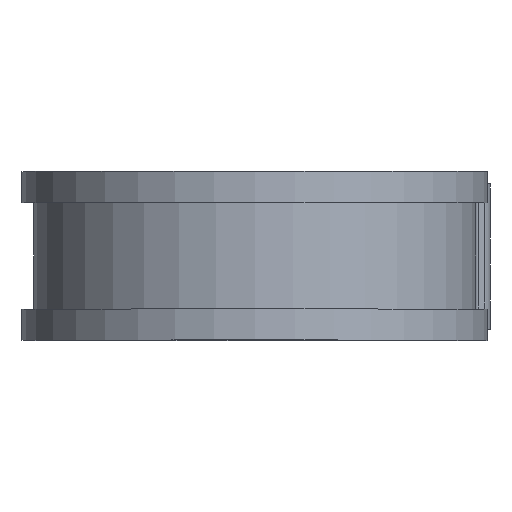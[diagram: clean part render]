
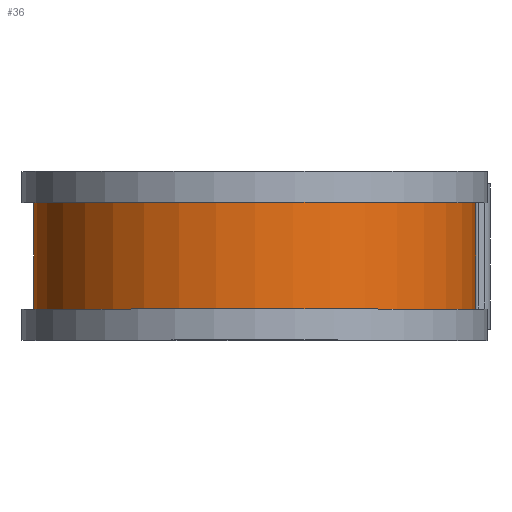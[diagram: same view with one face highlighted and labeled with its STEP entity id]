
A CAD part, top view. The second image highlights one B-rep face of the part: STEP entity #36.
In plain terms, the highlighted cylindrical face has radius 28.931 mm (diameter 57.861 mm), a partial arc.
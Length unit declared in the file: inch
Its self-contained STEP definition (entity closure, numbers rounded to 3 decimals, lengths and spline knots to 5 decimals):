
#15 = AXIS2_PLACEMENT_3D ( 'NONE', #695, #1706, #864 ) ;
#36 = ADVANCED_FACE ( 'NONE', ( #1163 ), #41, .T. ) ;
#41 = CYLINDRICAL_SURFACE ( 'NONE', #995, 1.139 ) ;
#42 = CARTESIAN_POINT ( 'NONE',  ( 1.139, 0.375, 0. ) ) ;
#63 = CARTESIAN_POINT ( 'NONE',  ( 1.139, 0.275, 0. ) ) ;
#109 = DIRECTION ( 'NONE',  ( 0., -1., 0. ) ) ;
#123 = DIRECTION ( 'NONE',  ( 0., 0., -1. ) ) ;
#176 = CARTESIAN_POINT ( 'NONE',  ( 0., -0.275, 0. ) ) ;
#253 = EDGE_CURVE ( 'NONE', #1667, #795, #356, .T. ) ;
#356 = CIRCLE ( 'NONE', #399, 1.139 ) ;
#399 = AXIS2_PLACEMENT_3D ( 'NONE', #176, #109, #123 ) ;
#439 = VECTOR ( 'NONE', #1607, 39.37008 ) ;
#476 = CARTESIAN_POINT ( 'NONE',  ( 0., 0.375, -1.139 ) ) ;
#695 = CARTESIAN_POINT ( 'NONE',  ( 0., 0.275, 0. ) ) ;
#748 = EDGE_LOOP ( 'NONE', ( #1637, #940, #1319, #1647 ) ) ;
#795 = VERTEX_POINT ( 'NONE', #886 ) ;
#837 = VERTEX_POINT ( 'NONE', #1329 ) ;
#864 = DIRECTION ( 'NONE',  ( 0., 0., -1. ) ) ;
#886 = CARTESIAN_POINT ( 'NONE',  ( 0., -0.275, -1.139 ) ) ;
#888 = VERTEX_POINT ( 'NONE', #63 ) ;
#940 = ORIENTED_EDGE ( 'NONE', *, *, #1477, .T. ) ;
#983 = EDGE_CURVE ( 'NONE', #837, #795, #1198, .T. ) ;
#995 = AXIS2_PLACEMENT_3D ( 'NONE', #1017, #1144, #1126 ) ;
#1017 = CARTESIAN_POINT ( 'NONE',  ( 0., 0.375, 0. ) ) ;
#1126 = DIRECTION ( 'NONE',  ( 0., 0., -1. ) ) ;
#1133 = DIRECTION ( 'NONE',  ( 0., -1., 0. ) ) ;
#1144 = DIRECTION ( 'NONE',  ( 0., -1., 0. ) ) ;
#1163 = FACE_OUTER_BOUND ( 'NONE', #748, .T. ) ;
#1198 = LINE ( 'NONE', #476, #439 ) ;
#1251 = VECTOR ( 'NONE', #1133, 39.37008 ) ;
#1278 = CARTESIAN_POINT ( 'NONE',  ( 1.139, -0.275, 0. ) ) ;
#1284 = EDGE_CURVE ( 'NONE', #888, #1667, #1616, .T. ) ;
#1319 = ORIENTED_EDGE ( 'NONE', *, *, #983, .T. ) ;
#1329 = CARTESIAN_POINT ( 'NONE',  ( 0., 0.275, -1.139 ) ) ;
#1477 = EDGE_CURVE ( 'NONE', #888, #837, #1678, .T. ) ;
#1607 = DIRECTION ( 'NONE',  ( 0., -1., 0. ) ) ;
#1616 = LINE ( 'NONE', #42, #1251 ) ;
#1637 = ORIENTED_EDGE ( 'NONE', *, *, #1284, .F. ) ;
#1647 = ORIENTED_EDGE ( 'NONE', *, *, #253, .F. ) ;
#1667 = VERTEX_POINT ( 'NONE', #1278 ) ;
#1678 = CIRCLE ( 'NONE', #15, 1.139 ) ;
#1706 = DIRECTION ( 'NONE',  ( 0., -1., 0. ) ) ;
